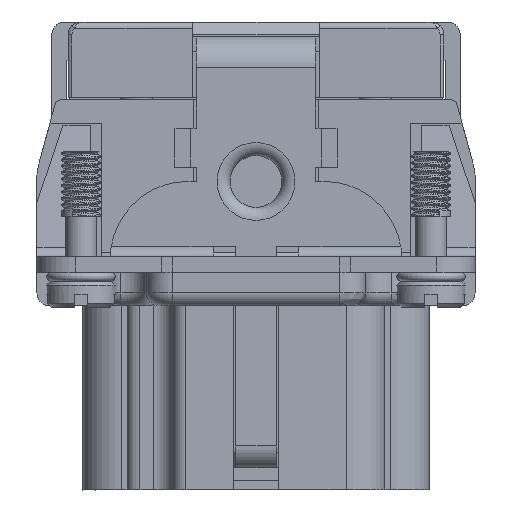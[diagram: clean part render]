
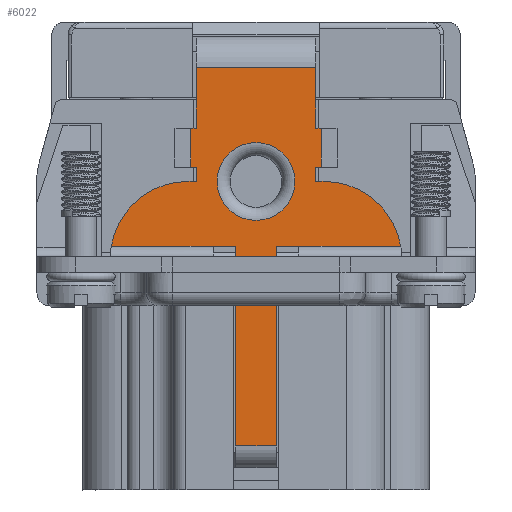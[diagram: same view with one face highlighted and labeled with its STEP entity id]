
A CAD part, left-side view. The second image highlights one B-rep face of the part: STEP entity #6022.
In plain terms, the highlighted planar face has unit normal (-1, 0, 0).
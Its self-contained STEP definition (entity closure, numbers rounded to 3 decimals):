
#2801=CIRCLE('',#43539,3.);
#2802=CIRCLE('',#43540,6.);
#2803=CIRCLE('',#43541,6.);
#4019=FACE_BOUND('',#11983,.T.);
#4020=FACE_BOUND('',#11984,.T.);
#6022=ADVANCED_FACE('',(#4019,#4020),#7623,.T.);
#7623=PLANE('',#43542);
#11983=EDGE_LOOP('',(#21879));
#11984=EDGE_LOOP('',(#21880,#21881,#21882,#21883,#21884,#21885,#21886,#21887,
#21888,#21889,#21890,#21891,#21892,#21893,#21894,#21895,#21896,#21897,#21898,
#21899,#21900,#21901));
#21879=ORIENTED_EDGE('',*,*,#32474,.F.);
#21880=ORIENTED_EDGE('',*,*,#32475,.F.);
#21881=ORIENTED_EDGE('',*,*,#32472,.F.);
#21882=ORIENTED_EDGE('',*,*,#32476,.T.);
#21883=ORIENTED_EDGE('',*,*,#32460,.F.);
#21884=ORIENTED_EDGE('',*,*,#32477,.T.);
#21885=ORIENTED_EDGE('',*,*,#32478,.F.);
#21886=ORIENTED_EDGE('',*,*,#32479,.F.);
#21887=ORIENTED_EDGE('',*,*,#32480,.F.);
#21888=ORIENTED_EDGE('',*,*,#32481,.F.);
#21889=ORIENTED_EDGE('',*,*,#32482,.F.);
#21890=ORIENTED_EDGE('',*,*,#32483,.T.);
#21891=ORIENTED_EDGE('',*,*,#32484,.T.);
#21892=ORIENTED_EDGE('',*,*,#32485,.F.);
#21893=ORIENTED_EDGE('',*,*,#32486,.F.);
#21894=ORIENTED_EDGE('',*,*,#32487,.T.);
#21895=ORIENTED_EDGE('',*,*,#32488,.F.);
#21896=ORIENTED_EDGE('',*,*,#32489,.T.);
#21897=ORIENTED_EDGE('',*,*,#32490,.T.);
#21898=ORIENTED_EDGE('',*,*,#32491,.T.);
#21899=ORIENTED_EDGE('',*,*,#32492,.T.);
#21900=ORIENTED_EDGE('',*,*,#32493,.F.);
#21901=ORIENTED_EDGE('',*,*,#32494,.T.);
#27074=VERTEX_POINT('',#74184);
#27077=VERTEX_POINT('',#74195);
#27078=VERTEX_POINT('',#74196);
#27087=VERTEX_POINT('',#74217);
#27088=VERTEX_POINT('',#74219);
#27089=VERTEX_POINT('',#74223);
#27090=VERTEX_POINT('',#74225);
#27091=VERTEX_POINT('',#74229);
#27092=VERTEX_POINT('',#74231);
#27093=VERTEX_POINT('',#74233);
#27094=VERTEX_POINT('',#74235);
#27095=VERTEX_POINT('',#74237);
#27096=VERTEX_POINT('',#74239);
#27097=VERTEX_POINT('',#74241);
#27098=VERTEX_POINT('',#74243);
#27099=VERTEX_POINT('',#74245);
#27100=VERTEX_POINT('',#74247);
#27101=VERTEX_POINT('',#74249);
#27102=VERTEX_POINT('',#74251);
#27103=VERTEX_POINT('',#74253);
#27104=VERTEX_POINT('',#74255);
#27105=VERTEX_POINT('',#74257);
#27106=VERTEX_POINT('',#74259);
#32460=EDGE_CURVE('',#27077,#27078,#36512,.T.);
#32472=EDGE_CURVE('',#27087,#27088,#36520,.T.);
#32474=EDGE_CURVE('',#27089,#27089,#2801,.T.);
#32475=EDGE_CURVE('',#27088,#27090,#36522,.T.);
#32476=EDGE_CURVE('',#27087,#27078,#36523,.T.);
#32477=EDGE_CURVE('',#27077,#27074,#36524,.T.);
#32478=EDGE_CURVE('',#27091,#27074,#36525,.T.);
#32479=EDGE_CURVE('',#27092,#27091,#2802,.T.);
#32480=EDGE_CURVE('',#27093,#27092,#36526,.T.);
#32481=EDGE_CURVE('',#27094,#27093,#36527,.T.);
#32482=EDGE_CURVE('',#27095,#27094,#36528,.T.);
#32483=EDGE_CURVE('',#27095,#27096,#36529,.T.);
#32484=EDGE_CURVE('',#27096,#27097,#36530,.T.);
#32485=EDGE_CURVE('',#27098,#27097,#36531,.T.);
#32486=EDGE_CURVE('',#27099,#27098,#36532,.T.);
#32487=EDGE_CURVE('',#27099,#27100,#36533,.T.);
#32488=EDGE_CURVE('',#27101,#27100,#36534,.T.);
#32489=EDGE_CURVE('',#27101,#27102,#36535,.T.);
#32490=EDGE_CURVE('',#27102,#27103,#36536,.T.);
#32491=EDGE_CURVE('',#27103,#27104,#36537,.T.);
#32492=EDGE_CURVE('',#27104,#27105,#36538,.T.);
#32493=EDGE_CURVE('',#27106,#27105,#2803,.T.);
#32494=EDGE_CURVE('',#27106,#27090,#36539,.T.);
#36512=LINE('',#74194,#39993);
#36520=LINE('',#74218,#40001);
#36522=LINE('',#74224,#40003);
#36523=LINE('',#74226,#40004);
#36524=LINE('',#74227,#40005);
#36525=LINE('',#74228,#40006);
#36526=LINE('',#74232,#40007);
#36527=LINE('',#74234,#40008);
#36528=LINE('',#74236,#40009);
#36529=LINE('',#74238,#40010);
#36530=LINE('',#74240,#40011);
#36531=LINE('',#74242,#40012);
#36532=LINE('',#74244,#40013);
#36533=LINE('',#74246,#40014);
#36534=LINE('',#74248,#40015);
#36535=LINE('',#74250,#40016);
#36536=LINE('',#74252,#40017);
#36537=LINE('',#74254,#40018);
#36538=LINE('',#74256,#40019);
#36539=LINE('',#74260,#40020);
#39993=VECTOR('',#53764,1.);
#40001=VECTOR('',#53782,1.);
#40003=VECTOR('',#53788,1.);
#40004=VECTOR('',#53789,1.);
#40005=VECTOR('',#53790,1.);
#40006=VECTOR('',#53791,1.);
#40007=VECTOR('',#53794,1.);
#40008=VECTOR('',#53795,1.);
#40009=VECTOR('',#53796,1.);
#40010=VECTOR('',#53797,1.);
#40011=VECTOR('',#53798,1.);
#40012=VECTOR('',#53799,1.);
#40013=VECTOR('',#53800,1.);
#40014=VECTOR('',#53801,1.);
#40015=VECTOR('',#53802,1.);
#40016=VECTOR('',#53803,1.);
#40017=VECTOR('',#53804,1.);
#40018=VECTOR('',#53805,1.);
#40019=VECTOR('',#53806,1.);
#40020=VECTOR('',#53809,1.);
#43539=AXIS2_PLACEMENT_3D('',#74222,#53786,#53787);
#43540=AXIS2_PLACEMENT_3D('',#74230,#53792,#53793);
#43541=AXIS2_PLACEMENT_3D('',#74258,#53807,#53808);
#43542=AXIS2_PLACEMENT_3D('',#74261,#53810,#53811);
#53764=DIRECTION('',(0.,0.,-1.));
#53782=DIRECTION('',(0.,0.,1.));
#53786=DIRECTION('',(-1.,0.,0.));
#53787=DIRECTION('',(0.,0.,1.));
#53788=DIRECTION('',(0.,1.,0.));
#53789=DIRECTION('',(0.,-1.,0.));
#53790=DIRECTION('',(0.,-1.,0.));
#53791=DIRECTION('',(0.,1.,0.));
#53792=DIRECTION('',(1.,0.,0.));
#53793=DIRECTION('',(0.,0.,1.));
#53794=DIRECTION('',(0.,-1.,0.));
#53795=DIRECTION('',(0.,0.,-1.));
#53796=DIRECTION('',(0.,1.,0.));
#53797=DIRECTION('',(0.,0.,1.));
#53798=DIRECTION('',(0.,1.,0.));
#53799=DIRECTION('',(0.,0.,-1.));
#53800=DIRECTION('',(0.,-1.,0.));
#53801=DIRECTION('',(0.,0.,-1.));
#53802=DIRECTION('',(0.,-1.,0.));
#53803=DIRECTION('',(0.,0.,-1.));
#53804=DIRECTION('',(0.,-1.,0.));
#53805=DIRECTION('',(0.,0.,-1.));
#53806=DIRECTION('',(0.,1.,0.));
#53807=DIRECTION('',(1.,0.,0.));
#53808=DIRECTION('',(0.,0.,1.));
#53809=DIRECTION('',(0.,-1.,0.));
#53810=DIRECTION('',(-1.,0.,0.));
#53811=DIRECTION('',(0.,0.,-1.));
#74184=CARTESIAN_POINT('',(-46.35,-3.3,18.7));
#74194=CARTESIAN_POINT('',(-46.35,-1.55,15.7));
#74195=CARTESIAN_POINT('',(-46.35,-1.55,18.7));
#74196=CARTESIAN_POINT('',(-46.35,-1.55,3.3));
#74217=CARTESIAN_POINT('',(-46.35,1.55,3.3));
#74218=CARTESIAN_POINT('',(-46.35,1.55,15.7));
#74219=CARTESIAN_POINT('',(-46.35,1.55,18.7));
#74222=CARTESIAN_POINT('',(-46.35,0.,23.7));
#74223=CARTESIAN_POINT('',(-46.35,0.,26.7));
#74224=CARTESIAN_POINT('',(-46.35,9.646,18.7));
#74225=CARTESIAN_POINT('',(-46.35,3.3,18.7));
#74226=CARTESIAN_POINT('',(-46.35,0.,3.3));
#74227=CARTESIAN_POINT('',(-46.35,0.,18.7));
#74228=CARTESIAN_POINT('',(-46.35,0.,18.7));
#74229=CARTESIAN_POINT('',(-46.35,-11.166,18.7));
#74230=CARTESIAN_POINT('',(-46.35,-5.25,17.7));
#74231=CARTESIAN_POINT('',(-46.35,-5.25,23.7));
#74232=CARTESIAN_POINT('',(-46.35,-4.5,23.7));
#74233=CARTESIAN_POINT('',(-46.35,-4.6,23.7));
#74234=CARTESIAN_POINT('',(-46.35,-4.6,16.5));
#74235=CARTESIAN_POINT('',(-46.35,-4.6,24.8));
#74236=CARTESIAN_POINT('',(-46.35,-4.65,24.8));
#74237=CARTESIAN_POINT('',(-46.35,-5.05,24.8));
#74238=CARTESIAN_POINT('',(-46.35,-5.05,16.5));
#74239=CARTESIAN_POINT('',(-46.35,-5.05,27.8));
#74240=CARTESIAN_POINT('',(-46.35,0.,27.8));
#74241=CARTESIAN_POINT('',(-46.35,-4.6,27.8));
#74242=CARTESIAN_POINT('',(-46.35,-4.6,16.5));
#74243=CARTESIAN_POINT('',(-46.35,-4.6,32.5));
#74244=CARTESIAN_POINT('',(-46.35,0.,32.5));
#74245=CARTESIAN_POINT('',(-46.35,4.6,32.5));
#74246=CARTESIAN_POINT('',(-46.35,4.6,16.5));
#74247=CARTESIAN_POINT('',(-46.35,4.6,27.8));
#74248=CARTESIAN_POINT('',(-46.35,3.7,27.8));
#74249=CARTESIAN_POINT('',(-46.35,5.05,27.8));
#74250=CARTESIAN_POINT('',(-46.35,5.05,16.5));
#74251=CARTESIAN_POINT('',(-46.35,5.05,24.8));
#74252=CARTESIAN_POINT('',(-46.35,0.,24.8));
#74253=CARTESIAN_POINT('',(-46.35,4.6,24.8));
#74254=CARTESIAN_POINT('',(-46.35,4.6,16.5));
#74255=CARTESIAN_POINT('',(-46.35,4.6,23.7));
#74256=CARTESIAN_POINT('',(-46.35,0.,23.7));
#74257=CARTESIAN_POINT('',(-46.35,5.25,23.7));
#74258=CARTESIAN_POINT('',(-46.35,5.25,17.7));
#74259=CARTESIAN_POINT('',(-46.35,11.166,18.7));
#74260=CARTESIAN_POINT('',(-46.35,9.646,18.7));
#74261=CARTESIAN_POINT('',(-46.35,0.,16.5));
